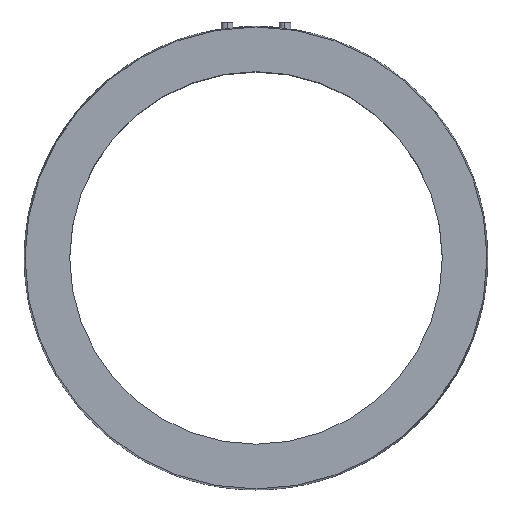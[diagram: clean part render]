
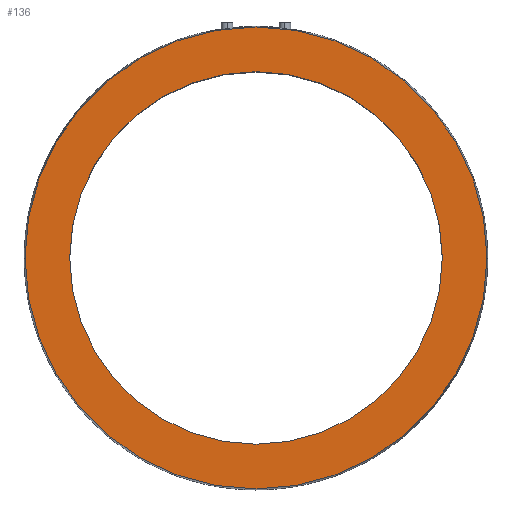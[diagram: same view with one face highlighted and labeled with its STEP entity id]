
A CAD part, top view. The second image highlights one B-rep face of the part: STEP entity #136.
In plain terms, the highlighted planar face has unit normal (0, 0, 1).
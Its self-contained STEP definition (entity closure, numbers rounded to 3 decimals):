
#8 = FACE_BOUND ( 'NONE', #327, .T. ) ;
#113 = CARTESIAN_POINT ( 'NONE',  ( 279., 0., 160. ) ) ;
#128 = EDGE_CURVE ( 'NONE', #1284, #1548, #1181, .T. ) ;
#136 = ADVANCED_FACE ( 'NONE', ( #8, #640 ), #1007, .F. ) ;
#187 = CIRCLE ( 'NONE', #1210, 279. ) ;
#305 = EDGE_LOOP ( 'NONE', ( #1556, #1511 ) ) ;
#327 = EDGE_LOOP ( 'NONE', ( #923, #712 ) ) ;
#383 = DIRECTION ( 'NONE',  ( 1., 0., 0. ) ) ;
#391 = DIRECTION ( 'NONE',  ( 0., 0., -1. ) ) ;
#393 = CIRCLE ( 'NONE', #776, 225. ) ;
#412 = AXIS2_PLACEMENT_3D ( 'NONE', #1476, #1247, #383 ) ;
#482 = CARTESIAN_POINT ( 'NONE',  ( 0., 0., 160. ) ) ;
#532 = EDGE_CURVE ( 'NONE', #1184, #1099, #544, .T. ) ;
#544 = CIRCLE ( 'NONE', #1555, 279. ) ;
#640 = FACE_OUTER_BOUND ( 'NONE', #305, .T. ) ;
#645 = AXIS2_PLACEMENT_3D ( 'NONE', #1483, #391, #877 ) ;
#669 = CARTESIAN_POINT ( 'NONE',  ( 0., 0., 160. ) ) ;
#712 = ORIENTED_EDGE ( 'NONE', *, *, #128, .F. ) ;
#717 = CARTESIAN_POINT ( 'NONE',  ( -225., 0., 160. ) ) ;
#722 = DIRECTION ( 'NONE',  ( 0., 0., 1. ) ) ;
#776 = AXIS2_PLACEMENT_3D ( 'NONE', #482, #1047, #829 ) ;
#798 = CARTESIAN_POINT ( 'NONE',  ( -279., 0., 160. ) ) ;
#829 = DIRECTION ( 'NONE',  ( 1., 0., 0. ) ) ;
#877 = DIRECTION ( 'NONE',  ( -1., 0., 0. ) ) ;
#883 = DIRECTION ( 'NONE',  ( 1., 0., 0. ) ) ;
#901 = EDGE_CURVE ( 'NONE', #1548, #1284, #393, .T. ) ;
#923 = ORIENTED_EDGE ( 'NONE', *, *, #901, .F. ) ;
#929 = EDGE_CURVE ( 'NONE', #1099, #1184, #187, .T. ) ;
#967 = DIRECTION ( 'NONE',  ( 1., 0., 0. ) ) ;
#968 = CARTESIAN_POINT ( 'NONE',  ( 225., 0., 160. ) ) ;
#1007 = PLANE ( 'NONE',  #645 ) ;
#1047 = DIRECTION ( 'NONE',  ( 0., 0., 1. ) ) ;
#1099 = VERTEX_POINT ( 'NONE', #798 ) ;
#1158 = DIRECTION ( 'NONE',  ( 0., 0., 1. ) ) ;
#1181 = CIRCLE ( 'NONE', #412, 225. ) ;
#1184 = VERTEX_POINT ( 'NONE', #113 ) ;
#1210 = AXIS2_PLACEMENT_3D ( 'NONE', #1325, #722, #967 ) ;
#1247 = DIRECTION ( 'NONE',  ( 0., 0., 1. ) ) ;
#1284 = VERTEX_POINT ( 'NONE', #717 ) ;
#1325 = CARTESIAN_POINT ( 'NONE',  ( 0., 0., 160. ) ) ;
#1476 = CARTESIAN_POINT ( 'NONE',  ( 0., 0., 160. ) ) ;
#1483 = CARTESIAN_POINT ( 'NONE',  ( 0., 279., 160. ) ) ;
#1511 = ORIENTED_EDGE ( 'NONE', *, *, #929, .T. ) ;
#1548 = VERTEX_POINT ( 'NONE', #968 ) ;
#1555 = AXIS2_PLACEMENT_3D ( 'NONE', #669, #1158, #883 ) ;
#1556 = ORIENTED_EDGE ( 'NONE', *, *, #532, .T. ) ;
